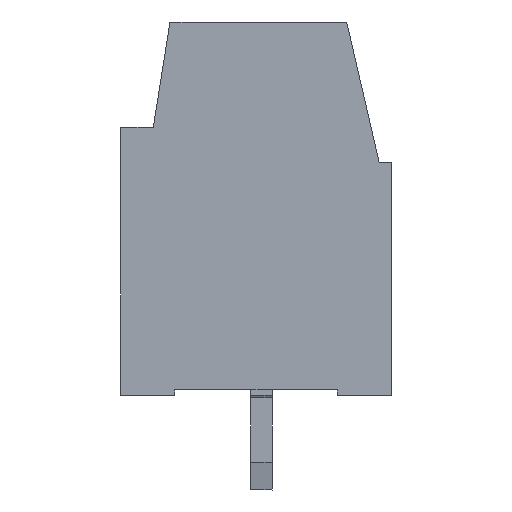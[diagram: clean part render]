
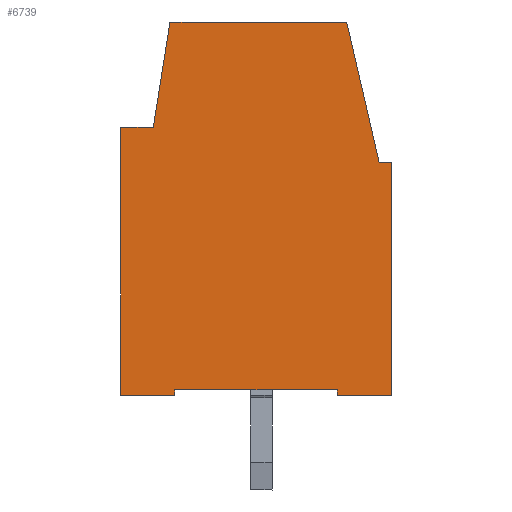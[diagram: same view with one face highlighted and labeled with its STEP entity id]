
A CAD part, left-side view. The second image highlights one B-rep face of the part: STEP entity #6739.
In plain terms, the highlighted planar face has unit normal (-1, 0, 0).
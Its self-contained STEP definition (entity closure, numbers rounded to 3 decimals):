
#6647=AXIS2_PLACEMENT_3D('Plane Axis2P3D',#6644,#6645,#6646) ;
#6250=CARTESIAN_POINT('Vertex',(0.,0.,12.101)) ;
#6253=CARTESIAN_POINT('Line Origine',(0.,0.,7.8)) ;
#6257=CARTESIAN_POINT('Vertex',(0.,0.,3.5)) ;
#6627=CARTESIAN_POINT('Vertex',(0.,0.445,12.1)) ;
#6630=CARTESIAN_POINT('Line Origine',(0.,0.223,12.1)) ;
#6644=CARTESIAN_POINT('Axis2P3D Location',(0.,3.449,14.)) ;
#6649=CARTESIAN_POINT('Line Origine',(0.,1.027,14.623)) ;
#6653=CARTESIAN_POINT('Vertex',(0.,1.609,17.145)) ;
#6656=CARTESIAN_POINT('Line Origine',(0.,1.627,17.223)) ;
#6660=CARTESIAN_POINT('Vertex',(0.,1.645,17.3)) ;
#6663=CARTESIAN_POINT('Line Origine',(0.,4.913,17.3)) ;
#6667=CARTESIAN_POINT('Vertex',(0.,8.181,17.301)) ;
#6670=CARTESIAN_POINT('Line Origine',(0.,8.49,15.351)) ;
#6674=CARTESIAN_POINT('Vertex',(0.,8.799,13.401)) ;
#6677=CARTESIAN_POINT('Line Origine',(0.,9.399,13.401)) ;
#6681=CARTESIAN_POINT('Vertex',(0.,9.999,13.401)) ;
#6684=CARTESIAN_POINT('Line Origine',(0.,10.,8.451)) ;
#6688=CARTESIAN_POINT('Vertex',(0.,10.,3.501)) ;
#6691=CARTESIAN_POINT('Line Origine',(0.,9.,3.501)) ;
#6695=CARTESIAN_POINT('Vertex',(0.,8.,3.501)) ;
#6698=CARTESIAN_POINT('Line Origine',(0.,8.,3.601)) ;
#6702=CARTESIAN_POINT('Vertex',(0.,8.,3.701)) ;
#6705=CARTESIAN_POINT('Line Origine',(0.,5.,3.7)) ;
#6709=CARTESIAN_POINT('Vertex',(0.,2.,3.7)) ;
#6712=CARTESIAN_POINT('Line Origine',(0.,2.,3.6)) ;
#6716=CARTESIAN_POINT('Vertex',(0.,2.,3.5)) ;
#6719=CARTESIAN_POINT('Line Origine',(0.,1.,3.5)) ;
#6254=DIRECTION('Vector Direction',(0.,0.,1.)) ;
#6631=DIRECTION('Vector Direction',(0.,-1.,0.001)) ;
#6645=DIRECTION('Axis2P3D Direction',(1.,0.,0.)) ;
#6646=DIRECTION('Axis2P3D XDirection',(0.,1.,0.)) ;
#6650=DIRECTION('Vector Direction',(0.,0.225,0.974)) ;
#6657=DIRECTION('Vector Direction',(0.,0.225,0.974)) ;
#6664=DIRECTION('Vector Direction',(0.,-1.,0.)) ;
#6671=DIRECTION('Vector Direction',(0.,0.157,-0.988)) ;
#6678=DIRECTION('Vector Direction',(0.,-1.,0.)) ;
#6685=DIRECTION('Vector Direction',(0.,0.,-1.)) ;
#6692=DIRECTION('Vector Direction',(0.,-1.,0.)) ;
#6699=DIRECTION('Vector Direction',(0.,0.,1.)) ;
#6706=DIRECTION('Vector Direction',(0.,-1.,0.)) ;
#6713=DIRECTION('Vector Direction',(0.,0.,-1.)) ;
#6720=DIRECTION('Vector Direction',(0.,-1.,0.)) ;
#6255=VECTOR('Line Direction',#6254,1.) ;
#6632=VECTOR('Line Direction',#6631,1.) ;
#6651=VECTOR('Line Direction',#6650,1.) ;
#6658=VECTOR('Line Direction',#6657,1.) ;
#6665=VECTOR('Line Direction',#6664,1.) ;
#6672=VECTOR('Line Direction',#6671,1.) ;
#6679=VECTOR('Line Direction',#6678,1.) ;
#6686=VECTOR('Line Direction',#6685,1.) ;
#6693=VECTOR('Line Direction',#6692,1.) ;
#6700=VECTOR('Line Direction',#6699,1.) ;
#6707=VECTOR('Line Direction',#6706,1.) ;
#6714=VECTOR('Line Direction',#6713,1.) ;
#6721=VECTOR('Line Direction',#6720,1.) ;
#6725=ORIENTED_EDGE('',*,*,#6259,.T.) ;
#6726=ORIENTED_EDGE('',*,*,#6634,.F.) ;
#6727=ORIENTED_EDGE('',*,*,#6655,.T.) ;
#6728=ORIENTED_EDGE('',*,*,#6662,.T.) ;
#6729=ORIENTED_EDGE('',*,*,#6669,.F.) ;
#6730=ORIENTED_EDGE('',*,*,#6676,.T.) ;
#6731=ORIENTED_EDGE('',*,*,#6683,.F.) ;
#6732=ORIENTED_EDGE('',*,*,#6690,.T.) ;
#6733=ORIENTED_EDGE('',*,*,#6697,.T.) ;
#6734=ORIENTED_EDGE('',*,*,#6704,.T.) ;
#6735=ORIENTED_EDGE('',*,*,#6711,.T.) ;
#6736=ORIENTED_EDGE('',*,*,#6718,.T.) ;
#6737=ORIENTED_EDGE('',*,*,#6723,.T.) ;
#6739=ADVANCED_FACE('COVER',(#6738),#6648,.F.) ;
#6259=EDGE_CURVE('',#6258,#6251,#6256,.T.) ;
#6634=EDGE_CURVE('',#6628,#6251,#6633,.T.) ;
#6655=EDGE_CURVE('',#6628,#6654,#6652,.T.) ;
#6662=EDGE_CURVE('',#6654,#6661,#6659,.T.) ;
#6669=EDGE_CURVE('',#6668,#6661,#6666,.T.) ;
#6676=EDGE_CURVE('',#6668,#6675,#6673,.T.) ;
#6683=EDGE_CURVE('',#6682,#6675,#6680,.T.) ;
#6690=EDGE_CURVE('',#6682,#6689,#6687,.T.) ;
#6697=EDGE_CURVE('',#6689,#6696,#6694,.T.) ;
#6704=EDGE_CURVE('',#6696,#6703,#6701,.T.) ;
#6711=EDGE_CURVE('',#6703,#6710,#6708,.T.) ;
#6718=EDGE_CURVE('',#6710,#6717,#6715,.T.) ;
#6723=EDGE_CURVE('',#6717,#6258,#6722,.T.) ;
#6724=EDGE_LOOP('',(#6725,#6726,#6727,#6728,#6729,#6730,#6731,#6732,#6733,#6734,#6735,#6736,#6737)) ;
#6738=FACE_OUTER_BOUND('',#6724,.T.) ;
#6256=LINE('Line',#6253,#6255) ;
#6633=LINE('Line',#6630,#6632) ;
#6652=LINE('Line',#6649,#6651) ;
#6659=LINE('Line',#6656,#6658) ;
#6666=LINE('Line',#6663,#6665) ;
#6673=LINE('Line',#6670,#6672) ;
#6680=LINE('Line',#6677,#6679) ;
#6687=LINE('Line',#6684,#6686) ;
#6694=LINE('Line',#6691,#6693) ;
#6701=LINE('Line',#6698,#6700) ;
#6708=LINE('Line',#6705,#6707) ;
#6715=LINE('Line',#6712,#6714) ;
#6722=LINE('Line',#6719,#6721) ;
#6648=PLANE('',#6647) ;
#6251=VERTEX_POINT('',#6250) ;
#6258=VERTEX_POINT('',#6257) ;
#6628=VERTEX_POINT('',#6627) ;
#6654=VERTEX_POINT('',#6653) ;
#6661=VERTEX_POINT('',#6660) ;
#6668=VERTEX_POINT('',#6667) ;
#6675=VERTEX_POINT('',#6674) ;
#6682=VERTEX_POINT('',#6681) ;
#6689=VERTEX_POINT('',#6688) ;
#6696=VERTEX_POINT('',#6695) ;
#6703=VERTEX_POINT('',#6702) ;
#6710=VERTEX_POINT('',#6709) ;
#6717=VERTEX_POINT('',#6716) ;
